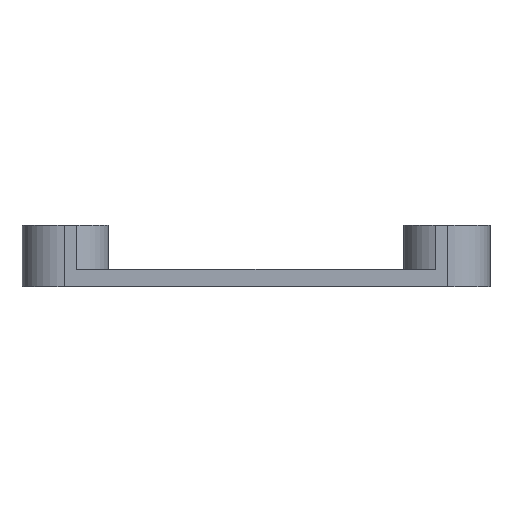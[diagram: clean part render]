
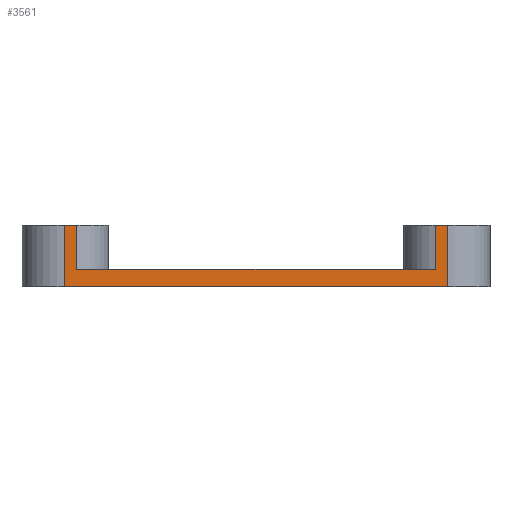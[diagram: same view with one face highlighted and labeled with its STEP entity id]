
A CAD part, front view. The second image highlights one B-rep face of the part: STEP entity #3561.
In plain terms, the highlighted planar face has unit normal (0, -1, 0).
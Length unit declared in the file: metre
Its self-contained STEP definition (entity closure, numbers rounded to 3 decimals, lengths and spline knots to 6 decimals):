
#16=LINE('',#5069,#344);
#19=LINE('',#5087,#347);
#171=LINE('',#5717,#499);
#174=LINE('',#5733,#502);
#175=LINE('',#5748,#503);
#177=LINE('',#5753,#505);
#332=LINE('',#6070,#660);
#333=LINE('',#6071,#661);
#344=VECTOR('',#3995,1.);
#347=VECTOR('',#4010,1.);
#499=VECTOR('',#4490,1.);
#502=VECTOR('',#4505,1.);
#503=VECTOR('',#4520,1.);
#505=VECTOR('',#4526,1.);
#660=VECTOR('',#4997,1.);
#661=VECTOR('',#4998,1.);
#1730=ORIENTED_EDGE('',*,*,#1818,.T.);
#1731=ORIENTED_EDGE('',*,*,#1826,.F.);
#1732=ORIENTED_EDGE('',*,*,#2159,.T.);
#1733=ORIENTED_EDGE('',*,*,#2149,.T.);
#1734=ORIENTED_EDGE('',*,*,#2318,.T.);
#1735=ORIENTED_EDGE('',*,*,#2141,.F.);
#1736=ORIENTED_EDGE('',*,*,#2319,.F.);
#1737=ORIENTED_EDGE('',*,*,#2156,.T.);
#1818=EDGE_CURVE('',#2340,#2341,#16,.T.);
#1826=EDGE_CURVE('',#2348,#2341,#19,.T.);
#2141=EDGE_CURVE('',#2662,#2663,#171,.T.);
#2149=EDGE_CURVE('',#2670,#2671,#174,.T.);
#2156=EDGE_CURVE('',#2676,#2340,#175,.T.);
#2159=EDGE_CURVE('',#2348,#2670,#177,.F.);
#2318=EDGE_CURVE('',#2671,#2663,#332,.T.);
#2319=EDGE_CURVE('',#2676,#2662,#333,.T.);
#2340=VERTEX_POINT('',#5070);
#2341=VERTEX_POINT('',#5071);
#2348=VERTEX_POINT('',#5086);
#2662=VERTEX_POINT('',#5716);
#2663=VERTEX_POINT('',#5718);
#2670=VERTEX_POINT('',#5734);
#2671=VERTEX_POINT('',#5735);
#2676=VERTEX_POINT('',#5746);
#3073=EDGE_LOOP('',(#1730,#1731,#1732,#1733,#1734,#1735,#1736,#1737));
#3293=FACE_BOUND('',#3073,.T.);
#3394=PLANE('',#3948);
#3561=ADVANCED_FACE('',(#3293),#3394,.T.);
#3948=AXIS2_PLACEMENT_3D('',#6069,#4995,#4996);
#3995=DIRECTION('',(0.,0.,-1.));
#4010=DIRECTION('',(1.,0.,0.));
#4490=DIRECTION('',(-1.,0.,0.));
#4505=DIRECTION('',(-1.,0.,0.));
#4520=DIRECTION('',(-1.,0.,0.));
#4526=DIRECTION('',(0.,0.,-1.));
#4995=DIRECTION('',(0.,-1.,0.));
#4996=DIRECTION('',(0.,0.,-1.));
#4997=DIRECTION('',(0.,0.,-1.));
#4998=DIRECTION('',(0.,0.,-1.));
#5069=CARTESIAN_POINT('',(0.02035,0.027459,-0.001627));
#5070=CARTESIAN_POINT('',(0.02035,0.027459,-0.001627));
#5071=CARTESIAN_POINT('',(0.02035,0.027459,-0.006627));
#5086=CARTESIAN_POINT('',(-0.02035,0.027459,-0.006627));
#5087=CARTESIAN_POINT('',(-0.025129,0.027459,-0.006627));
#5716=CARTESIAN_POINT('',(0.02175,0.027459,-0.008627));
#5717=CARTESIAN_POINT('',(0.,0.027459,-0.008627));
#5718=CARTESIAN_POINT('',(-0.02175,0.027459,-0.008627));
#5733=CARTESIAN_POINT('',(0.,0.027459,-0.001627));
#5734=CARTESIAN_POINT('',(-0.02035,0.027459,-0.001627));
#5735=CARTESIAN_POINT('',(-0.02175,0.027459,-0.001627));
#5746=CARTESIAN_POINT('',(0.02175,0.027459,-0.001627));
#5748=CARTESIAN_POINT('',(0.,0.027459,-0.001627));
#5753=CARTESIAN_POINT('',(-0.02035,0.027459,-0.001627));
#6069=CARTESIAN_POINT('',(0.,0.027459,-0.001625));
#6070=CARTESIAN_POINT('',(-0.02175,0.027459,-0.001625));
#6071=CARTESIAN_POINT('',(0.02175,0.027459,-0.001625));
